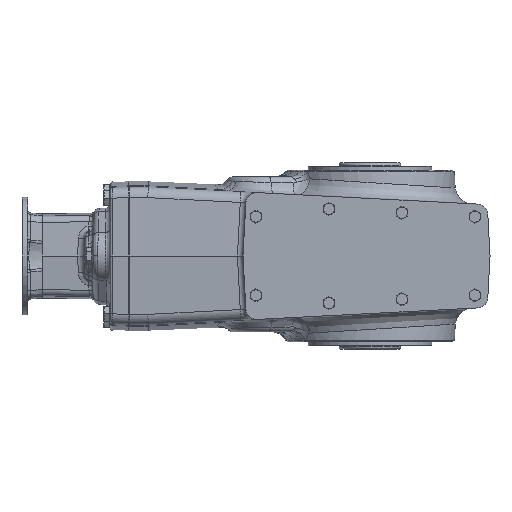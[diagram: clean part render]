
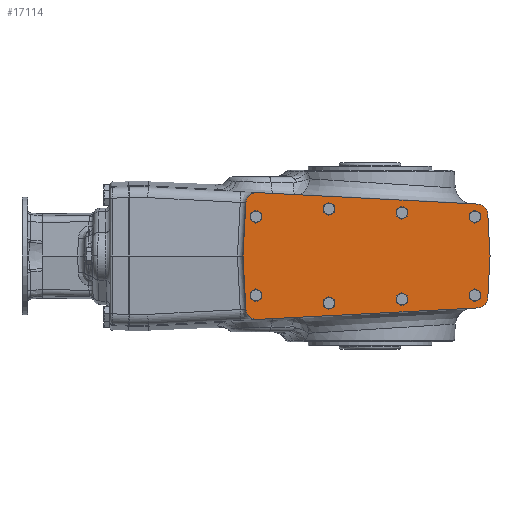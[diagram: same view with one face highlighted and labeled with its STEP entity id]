
A CAD part, front view. The second image highlights one B-rep face of the part: STEP entity #17114.
In plain terms, the highlighted planar face has unit normal (0, -1, 0).
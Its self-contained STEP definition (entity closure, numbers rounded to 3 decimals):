
#1330=LINE('',#25461,#1835);
#1360=LINE('',#25561,#1865);
#1373=LINE('',#27666,#1878);
#1376=LINE('',#27672,#1881);
#1379=LINE('',#27678,#1884);
#1383=LINE('',#27686,#1888);
#1835=VECTOR('',#20312,1000.);
#1865=VECTOR('',#20364,1000.);
#1878=VECTOR('',#20737,1000.);
#1881=VECTOR('',#20742,1000.);
#1884=VECTOR('',#20747,1000.);
#1888=VECTOR('',#20753,1000.);
#2195=PLANE('',#18278);
#4395=ORIENTED_EDGE('',*,*,#6741,.T.);
#4396=ORIENTED_EDGE('',*,*,#6742,.T.);
#4397=ORIENTED_EDGE('',*,*,#6743,.T.);
#4398=ORIENTED_EDGE('',*,*,#6744,.T.);
#4399=ORIENTED_EDGE('',*,*,#6745,.T.);
#4400=ORIENTED_EDGE('',*,*,#6746,.T.);
#4401=ORIENTED_EDGE('',*,*,#6747,.T.);
#4402=ORIENTED_EDGE('',*,*,#6748,.T.);
#4403=ORIENTED_EDGE('',*,*,#6515,.F.);
#4404=ORIENTED_EDGE('',*,*,#6749,.T.);
#4405=ORIENTED_EDGE('',*,*,#6733,.F.);
#4406=ORIENTED_EDGE('',*,*,#6750,.T.);
#4407=ORIENTED_EDGE('',*,*,#6730,.F.);
#4408=ORIENTED_EDGE('',*,*,#6740,.F.);
#4409=ORIENTED_EDGE('',*,*,#6751,.T.);
#4410=ORIENTED_EDGE('',*,*,#6736,.F.);
#4411=ORIENTED_EDGE('',*,*,#6752,.T.);
#4412=ORIENTED_EDGE('',*,*,#6479,.F.);
#6479=EDGE_CURVE('',#7922,#7923,#1330,.T.);
#6515=EDGE_CURVE('',#7952,#7922,#1360,.T.);
#6730=EDGE_CURVE('',#8062,#8063,#1373,.T.);
#6733=EDGE_CURVE('',#8064,#8065,#1376,.T.);
#6736=EDGE_CURVE('',#8066,#8067,#1379,.T.);
#6740=EDGE_CURVE('',#8068,#8062,#1383,.T.);
#6741=EDGE_CURVE('',#8069,#8069,#8835,.T.);
#6742=EDGE_CURVE('',#8070,#8070,#8836,.T.);
#6743=EDGE_CURVE('',#8071,#8071,#8837,.T.);
#6744=EDGE_CURVE('',#8072,#8072,#8838,.T.);
#6745=EDGE_CURVE('',#8073,#8073,#8839,.T.);
#6746=EDGE_CURVE('',#8074,#8074,#8840,.T.);
#6747=EDGE_CURVE('',#8075,#8075,#8841,.T.);
#6748=EDGE_CURVE('',#8076,#8076,#8842,.T.);
#6749=EDGE_CURVE('',#7952,#8065,#8843,.T.);
#6750=EDGE_CURVE('',#8064,#8063,#8844,.T.);
#6751=EDGE_CURVE('',#8068,#8067,#8845,.T.);
#6752=EDGE_CURVE('',#8066,#7923,#8846,.T.);
#7922=VERTEX_POINT('',#25460);
#7923=VERTEX_POINT('',#25462);
#7952=VERTEX_POINT('',#25560);
#8062=VERTEX_POINT('',#27667);
#8063=VERTEX_POINT('',#27668);
#8064=VERTEX_POINT('',#27673);
#8065=VERTEX_POINT('',#27674);
#8066=VERTEX_POINT('',#27679);
#8067=VERTEX_POINT('',#27680);
#8068=VERTEX_POINT('',#27685);
#8069=VERTEX_POINT('',#27689);
#8070=VERTEX_POINT('',#27691);
#8071=VERTEX_POINT('',#27693);
#8072=VERTEX_POINT('',#27695);
#8073=VERTEX_POINT('',#27697);
#8074=VERTEX_POINT('',#27699);
#8075=VERTEX_POINT('',#27701);
#8076=VERTEX_POINT('',#27703);
#8835=CIRCLE('',#18279,4.35);
#8836=CIRCLE('',#18280,4.35);
#8837=CIRCLE('',#18281,4.35);
#8838=CIRCLE('',#18282,4.35);
#8839=CIRCLE('',#18283,4.35);
#8840=CIRCLE('',#18284,4.35);
#8841=CIRCLE('',#18285,4.35);
#8842=CIRCLE('',#18286,4.35);
#8843=CIRCLE('',#18287,10.);
#8844=CIRCLE('',#18288,10.);
#8845=CIRCLE('',#18289,10.);
#8846=CIRCLE('',#18290,10.);
#9686=EDGE_LOOP('',(#4395));
#9687=EDGE_LOOP('',(#4396));
#9688=EDGE_LOOP('',(#4397));
#9689=EDGE_LOOP('',(#4398));
#9690=EDGE_LOOP('',(#4399));
#9691=EDGE_LOOP('',(#4400));
#9692=EDGE_LOOP('',(#4401));
#9693=EDGE_LOOP('',(#4402));
#9694=EDGE_LOOP('',(#4403,#4404,#4405,#4406,#4407,#4408,#4409,#4410,#4411,
#4412));
#10815=FACE_BOUND('',#9686,.T.);
#10816=FACE_BOUND('',#9687,.T.);
#10817=FACE_BOUND('',#9688,.T.);
#10818=FACE_BOUND('',#9689,.T.);
#10819=FACE_BOUND('',#9690,.T.);
#10820=FACE_BOUND('',#9691,.T.);
#10821=FACE_BOUND('',#9692,.T.);
#10822=FACE_BOUND('',#9693,.T.);
#10823=FACE_BOUND('',#9694,.T.);
#17114=ADVANCED_FACE('',(#10815,#10816,#10817,#10818,#10819,#10820,#10821,
#10822,#10823),#2195,.T.);
#18278=AXIS2_PLACEMENT_3D('',#27687,#20754,#20755);
#18279=AXIS2_PLACEMENT_3D('',#27688,#20756,#20757);
#18280=AXIS2_PLACEMENT_3D('',#27690,#20758,#20759);
#18281=AXIS2_PLACEMENT_3D('',#27692,#20760,#20761);
#18282=AXIS2_PLACEMENT_3D('',#27694,#20762,#20763);
#18283=AXIS2_PLACEMENT_3D('',#27696,#20764,#20765);
#18284=AXIS2_PLACEMENT_3D('',#27698,#20766,#20767);
#18285=AXIS2_PLACEMENT_3D('',#27700,#20768,#20769);
#18286=AXIS2_PLACEMENT_3D('',#27702,#20770,#20771);
#18287=AXIS2_PLACEMENT_3D('',#27704,#20772,#20773);
#18288=AXIS2_PLACEMENT_3D('',#27705,#20774,#20775);
#18289=AXIS2_PLACEMENT_3D('',#27706,#20776,#20777);
#18290=AXIS2_PLACEMENT_3D('',#27707,#20778,#20779);
#20312=DIRECTION('',(0.052,0.,0.999));
#20364=DIRECTION('',(-0.052,0.,0.999));
#20737=DIRECTION('',(-0.052,0.,-0.999));
#20742=DIRECTION('',(-0.999,0.,-0.052));
#20747=DIRECTION('',(0.999,0.,-0.052));
#20753=DIRECTION('',(0.052,0.,-0.999));
#20754=DIRECTION('',(0.,-1.,0.));
#20755=DIRECTION('',(-1.,0.,0.));
#20756=DIRECTION('',(0.,1.,0.));
#20757=DIRECTION('',(1.,0.,0.));
#20758=DIRECTION('',(0.,1.,0.));
#20759=DIRECTION('',(1.,0.,0.));
#20760=DIRECTION('',(0.,1.,0.));
#20761=DIRECTION('',(1.,0.,0.));
#20762=DIRECTION('',(0.,1.,0.));
#20763=DIRECTION('',(1.,0.,0.));
#20764=DIRECTION('',(0.,1.,0.));
#20765=DIRECTION('',(1.,0.,0.));
#20766=DIRECTION('',(0.,1.,0.));
#20767=DIRECTION('',(1.,0.,0.));
#20768=DIRECTION('',(0.,1.,0.));
#20769=DIRECTION('',(1.,0.,0.));
#20770=DIRECTION('',(0.,1.,0.));
#20771=DIRECTION('',(1.,0.,0.));
#20772=DIRECTION('',(0.,-1.,0.));
#20773=DIRECTION('',(-1.,0.,0.));
#20774=DIRECTION('',(0.,-1.,0.));
#20775=DIRECTION('',(-1.,0.,0.));
#20776=DIRECTION('',(0.,-1.,0.));
#20777=DIRECTION('',(-1.,0.,0.));
#20778=DIRECTION('',(0.,-1.,0.));
#20779=DIRECTION('',(-1.,0.,0.));
#25460=CARTESIAN_POINT('',(-113.,-106.,0.));
#25461=CARTESIAN_POINT('',(-113.,-106.,0.));
#25462=CARTESIAN_POINT('',(-110.536,-106.,47.016));
#25560=CARTESIAN_POINT('',(-110.536,-106.,-47.016));
#25561=CARTESIAN_POINT('',(-110.013,-106.,-57.));
#27666=CARTESIAN_POINT('',(107.,-106.,0.));
#27667=CARTESIAN_POINT('',(107.,-106.,0.));
#27668=CARTESIAN_POINT('',(105.071,-106.,-36.806));
#27672=CARTESIAN_POINT('',(104.6,-106.,-45.8));
#27673=CARTESIAN_POINT('',(95.606,-106.,-46.269));
#27674=CARTESIAN_POINT('',(-100.029,-106.,-56.479));
#27678=CARTESIAN_POINT('',(-110.013,-106.,57.));
#27679=CARTESIAN_POINT('',(-100.029,-106.,56.479));
#27680=CARTESIAN_POINT('',(95.606,-106.,46.269));
#27685=CARTESIAN_POINT('',(105.071,-106.,36.806));
#27686=CARTESIAN_POINT('',(104.6,-106.,45.8));
#27687=CARTESIAN_POINT('',(0.,-106.,0.));
#27688=CARTESIAN_POINT('',(-36.5,-106.,42.));
#27689=CARTESIAN_POINT('',(-32.15,-106.,42.));
#27690=CARTESIAN_POINT('',(93.5,-106.,-35.));
#27691=CARTESIAN_POINT('',(97.85,-106.,-35.));
#27692=CARTESIAN_POINT('',(28.5,-106.,-38.5));
#27693=CARTESIAN_POINT('',(32.85,-106.,-38.5));
#27694=CARTESIAN_POINT('',(-36.5,-106.,-42.));
#27695=CARTESIAN_POINT('',(-32.15,-106.,-42.));
#27696=CARTESIAN_POINT('',(28.5,-106.,38.5));
#27697=CARTESIAN_POINT('',(32.85,-106.,38.5));
#27698=CARTESIAN_POINT('',(93.5,-106.,35.));
#27699=CARTESIAN_POINT('',(97.85,-106.,35.));
#27700=CARTESIAN_POINT('',(-101.5,-106.,35.));
#27701=CARTESIAN_POINT('',(-97.15,-106.,35.));
#27702=CARTESIAN_POINT('',(-101.5,-106.,-35.));
#27703=CARTESIAN_POINT('',(-97.15,-106.,-35.));
#27704=CARTESIAN_POINT('',(-100.55,-106.,-46.493));
#27705=CARTESIAN_POINT('',(95.085,-106.,-36.283));
#27706=CARTESIAN_POINT('',(95.085,-106.,36.283));
#27707=CARTESIAN_POINT('',(-100.55,-106.,46.493));
